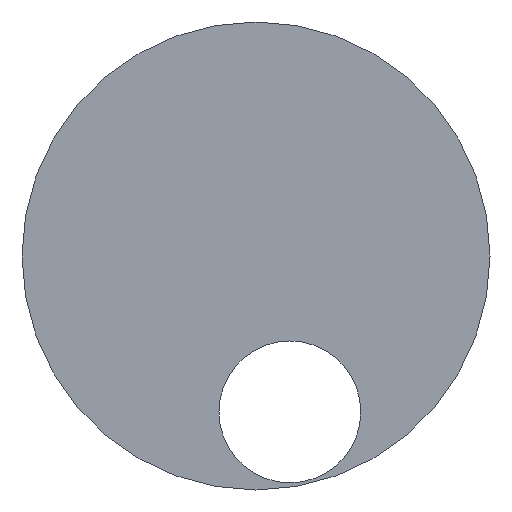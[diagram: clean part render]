
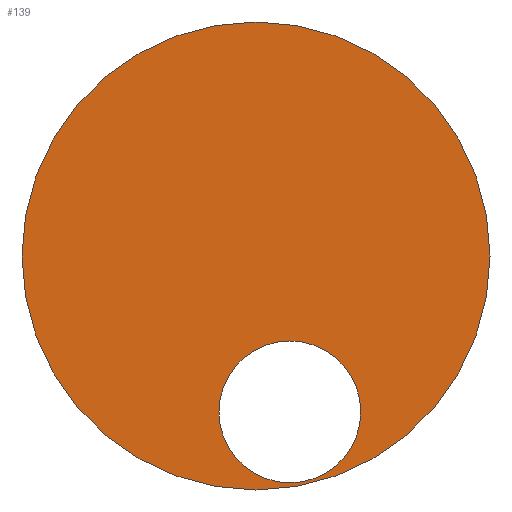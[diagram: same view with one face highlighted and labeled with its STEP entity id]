
A CAD part, front view. The second image highlights one B-rep face of the part: STEP entity #139.
In plain terms, the highlighted planar face has unit normal (0, -1, 0).
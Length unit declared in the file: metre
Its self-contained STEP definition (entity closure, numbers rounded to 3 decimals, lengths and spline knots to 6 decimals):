
#46=ORIENTED_EDGE('',*,*,#77,.F.);
#47=ORIENTED_EDGE('',*,*,#76,.T.);
#76=EDGE_CURVE('',#92,#92,#100,.T.);
#77=EDGE_CURVE('',#93,#93,#101,.T.);
#92=VERTEX_POINT('',#228);
#93=VERTEX_POINT('',#231);
#100=CIRCLE('',#163,0.033);
#101=CIRCLE('',#165,0.01);
#107=EDGE_LOOP('',(#46));
#108=EDGE_LOOP('',(#47));
#121=FACE_BOUND('',#107,.T.);
#122=FACE_BOUND('',#108,.T.);
#131=PLANE('',#164);
#139=ADVANCED_FACE('',(#121,#122),#131,.T.);
#163=AXIS2_PLACEMENT_3D('',#227,#186,#187);
#164=AXIS2_PLACEMENT_3D('',#229,#188,#189);
#165=AXIS2_PLACEMENT_3D('',#230,#190,#191);
#186=DIRECTION('',(0.,-1.,0.));
#187=DIRECTION('',(0.,0.,-1.));
#188=DIRECTION('',(0.,-1.,0.));
#189=DIRECTION('',(1.,0.,0.));
#190=DIRECTION('',(0.,-1.,0.));
#191=DIRECTION('',(0.,0.,-1.));
#227=CARTESIAN_POINT('',(0.024243,-0.016,-0.049154));
#228=CARTESIAN_POINT('',(0.024243,-0.016,-0.082154));
#229=CARTESIAN_POINT('',(0.024243,-0.016,-0.049154));
#230=CARTESIAN_POINT('',(0.029022,-0.016,-0.071141));
#231=CARTESIAN_POINT('',(0.029022,-0.016,-0.081141));
